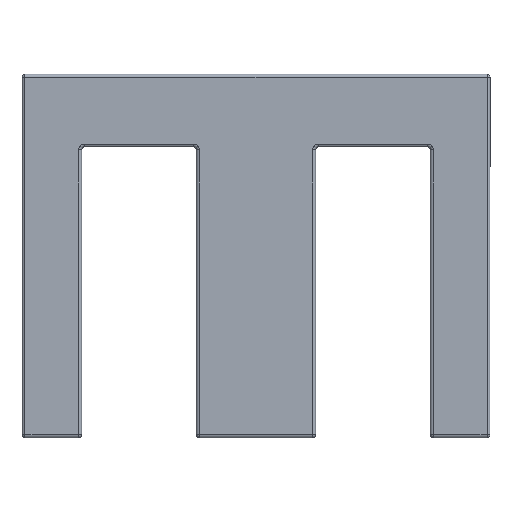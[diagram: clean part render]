
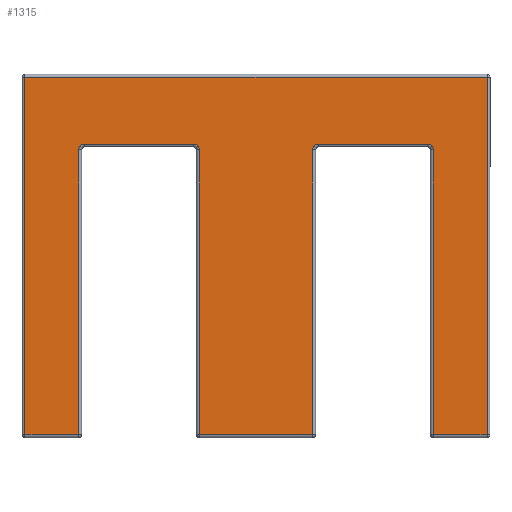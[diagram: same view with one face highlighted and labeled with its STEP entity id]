
A CAD part, front view. The second image highlights one B-rep face of the part: STEP entity #1315.
In plain terms, the highlighted planar face has unit normal (0, -1, 0).
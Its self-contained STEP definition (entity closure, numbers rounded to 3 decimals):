
#15 = EDGE_CURVE ( 'NONE', #634, #1812, #436, .T. ) ;
#17 = CARTESIAN_POINT ( 'NONE',  ( 6.1, 0., -2.6 ) ) ;
#27 = VERTEX_POINT ( 'NONE', #944 ) ;
#30 = VECTOR ( 'NONE', #51, 1000. ) ;
#51 = DIRECTION ( 'NONE',  ( 0., 0., -1. ) ) ;
#60 = AXIS2_PLACEMENT_3D ( 'NONE', #584, #1633, #1324 ) ;
#74 = VECTOR ( 'NONE', #844, 1000. ) ;
#80 = LINE ( 'NONE', #809, #1631 ) ;
#84 = VECTOR ( 'NONE', #1562, 1000. ) ;
#118 = CARTESIAN_POINT ( 'NONE',  ( -2.15, 0., -2.6 ) ) ;
#158 = CARTESIAN_POINT ( 'NONE',  ( 1.95, 0., -12.4 ) ) ;
#166 = CARTESIAN_POINT ( 'NONE',  ( -5.9, 0., -2.6 ) ) ;
#200 = CARTESIAN_POINT ( 'NONE',  ( 7.95, 0., -12.4 ) ) ;
#237 = ORIENTED_EDGE ( 'NONE', *, *, #1416, .T. ) ;
#239 = EDGE_CURVE ( 'NONE', #309, #1595, #965, .T. ) ;
#265 = DIRECTION ( 'NONE',  ( 0., 0., 1. ) ) ;
#269 = DIRECTION ( 'NONE',  ( 0., 0., 1. ) ) ;
#281 = EDGE_CURVE ( 'NONE', #1257, #995, #710, .T. ) ;
#291 = ORIENTED_EDGE ( 'NONE', *, *, #1169, .T. ) ;
#309 = VERTEX_POINT ( 'NONE', #440 ) ;
#313 = LINE ( 'NONE', #1539, #1458 ) ;
#341 = EDGE_CURVE ( 'NONE', #747, #486, #942, .T. ) ;
#343 = DIRECTION ( 'NONE',  ( 1., 0., 0. ) ) ;
#360 = ORIENTED_EDGE ( 'NONE', *, *, #530, .T. ) ;
#368 = VERTEX_POINT ( 'NONE', #555 ) ;
#374 = AXIS2_PLACEMENT_3D ( 'NONE', #118, #1752, #265 ) ;
#376 = AXIS2_PLACEMENT_3D ( 'NONE', #166, #1521, #1829 ) ;
#380 = DIRECTION ( 'NONE',  ( 0., 0., -1. ) ) ;
#405 = EDGE_LOOP ( 'NONE', ( #453, #1470, #1149, #1000, #609, #360, #291, #237, #1671, #1831, #971, #1944, #1193, #765, #1934, #1540 ) ) ;
#411 = CARTESIAN_POINT ( 'NONE',  ( -7.95, 0., -0.1 ) ) ;
#424 = VECTOR ( 'NONE', #1897, 1000. ) ;
#436 = LINE ( 'NONE', #948, #84 ) ;
#440 = CARTESIAN_POINT ( 'NONE',  ( 6.1, 0., -12.4 ) ) ;
#449 = CARTESIAN_POINT ( 'NONE',  ( 7.95, 0., 0. ) ) ;
#453 = ORIENTED_EDGE ( 'NONE', *, *, #341, .F. ) ;
#458 = EDGE_CURVE ( 'NONE', #469, #368, #750, .T. ) ;
#469 = VERTEX_POINT ( 'NONE', #17 ) ;
#486 = VERTEX_POINT ( 'NONE', #608 ) ;
#493 = LINE ( 'NONE', #1877, #538 ) ;
#530 = EDGE_CURVE ( 'NONE', #1595, #1051, #1750, .T. ) ;
#538 = VECTOR ( 'NONE', #1440, 1000. ) ;
#555 = CARTESIAN_POINT ( 'NONE',  ( 5.9, 0., -2.4 ) ) ;
#571 = CARTESIAN_POINT ( 'NONE',  ( -2.15, 0., -2.4 ) ) ;
#580 = CARTESIAN_POINT ( 'NONE',  ( 1.95, 0., 0. ) ) ;
#583 = CARTESIAN_POINT ( 'NONE',  ( -6.1, 0., -2.5 ) ) ;
#584 = CARTESIAN_POINT ( 'NONE',  ( 0., 0., 0. ) ) ;
#608 = CARTESIAN_POINT ( 'NONE',  ( 1.95, 0., -2.6 ) ) ;
#609 = ORIENTED_EDGE ( 'NONE', *, *, #239, .T. ) ;
#634 = VERTEX_POINT ( 'NONE', #928 ) ;
#659 = CARTESIAN_POINT ( 'NONE',  ( -1.95, 0., -2.6 ) ) ;
#666 = EDGE_CURVE ( 'NONE', #27, #892, #313, .T. ) ;
#692 = VERTEX_POINT ( 'NONE', #947 ) ;
#705 = AXIS2_PLACEMENT_3D ( 'NONE', #1790, #1030, #843 ) ;
#710 = LINE ( 'NONE', #583, #989 ) ;
#714 = DIRECTION ( 'NONE',  ( 1., 0., 0. ) ) ;
#722 = CARTESIAN_POINT ( 'NONE',  ( 0., 0., -2.4 ) ) ;
#734 = DIRECTION ( 'NONE',  ( 0., 0., -1. ) ) ;
#742 = DIRECTION ( 'NONE',  ( 0., 0., 1. ) ) ;
#747 = VERTEX_POINT ( 'NONE', #1252 ) ;
#750 = CIRCLE ( 'NONE', #1107, 0.2 ) ;
#765 = ORIENTED_EDGE ( 'NONE', *, *, #1074, .T. ) ;
#809 = CARTESIAN_POINT ( 'NONE',  ( -1.95, 0., -12.5 ) ) ;
#826 = VECTOR ( 'NONE', #734, 1000. ) ;
#828 = EDGE_CURVE ( 'NONE', #921, #892, #1885, .T. ) ;
#843 = DIRECTION ( 'NONE',  ( 0., 0., 1. ) ) ;
#844 = DIRECTION ( 'NONE',  ( 1., 0., 0. ) ) ;
#884 = EDGE_CURVE ( 'NONE', #1812, #486, #1696, .T. ) ;
#889 = VECTOR ( 'NONE', #1921, 1000. ) ;
#892 = VERTEX_POINT ( 'NONE', #571 ) ;
#909 = CARTESIAN_POINT ( 'NONE',  ( -7.95, 0., -12.5 ) ) ;
#915 = VECTOR ( 'NONE', #714, 1000. ) ;
#921 = VERTEX_POINT ( 'NONE', #659 ) ;
#928 = CARTESIAN_POINT ( 'NONE',  ( -1.95, 0., -12.4 ) ) ;
#942 = CIRCLE ( 'NONE', #705, 0.2 ) ;
#944 = CARTESIAN_POINT ( 'NONE',  ( -5.9, 0., -2.4 ) ) ;
#947 = CARTESIAN_POINT ( 'NONE',  ( -7.95, 0., -12.4 ) ) ;
#948 = CARTESIAN_POINT ( 'NONE',  ( 2.05, 0., -12.4 ) ) ;
#965 = LINE ( 'NONE', #1768, #915 ) ;
#971 = ORIENTED_EDGE ( 'NONE', *, *, #1848, .F. ) ;
#977 = EDGE_CURVE ( 'NONE', #469, #309, #1126, .T. ) ;
#989 = VECTOR ( 'NONE', #269, 1000. ) ;
#995 = VERTEX_POINT ( 'NONE', #1871 ) ;
#1000 = ORIENTED_EDGE ( 'NONE', *, *, #977, .T. ) ;
#1029 = LINE ( 'NONE', #909, #826 ) ;
#1030 = DIRECTION ( 'NONE',  ( 0., -1., 0. ) ) ;
#1035 = DIRECTION ( 'NONE',  ( 0., -1., 0. ) ) ;
#1051 = VERTEX_POINT ( 'NONE', #1432 ) ;
#1074 = EDGE_CURVE ( 'NONE', #921, #634, #80, .T. ) ;
#1105 = VECTOR ( 'NONE', #742, 1000. ) ;
#1107 = AXIS2_PLACEMENT_3D ( 'NONE', #1490, #1035, #1342 ) ;
#1126 = LINE ( 'NONE', #1565, #30 ) ;
#1140 = EDGE_CURVE ( 'NONE', #692, #1257, #493, .T. ) ;
#1148 = CIRCLE ( 'NONE', #376, 0.2 ) ;
#1149 = ORIENTED_EDGE ( 'NONE', *, *, #458, .F. ) ;
#1169 = EDGE_CURVE ( 'NONE', #1051, #1263, #1307, .T. ) ;
#1193 = ORIENTED_EDGE ( 'NONE', *, *, #828, .F. ) ;
#1252 = CARTESIAN_POINT ( 'NONE',  ( 2.15, 0., -2.4 ) ) ;
#1257 = VERTEX_POINT ( 'NONE', #1791 ) ;
#1263 = VERTEX_POINT ( 'NONE', #411 ) ;
#1266 = EDGE_CURVE ( 'NONE', #747, #368, #1327, .T. ) ;
#1307 = LINE ( 'NONE', #1598, #424 ) ;
#1315 = ADVANCED_FACE ( 'NONE', ( #1522 ), #1472, .F. ) ;
#1324 = DIRECTION ( 'NONE',  ( 0., 0., 1. ) ) ;
#1327 = LINE ( 'NONE', #722, #74 ) ;
#1342 = DIRECTION ( 'NONE',  ( 0., 0., 1. ) ) ;
#1416 = EDGE_CURVE ( 'NONE', #1263, #692, #1029, .T. ) ;
#1432 = CARTESIAN_POINT ( 'NONE',  ( 7.95, 0., -0.1 ) ) ;
#1440 = DIRECTION ( 'NONE',  ( 1., 0., 0. ) ) ;
#1458 = VECTOR ( 'NONE', #343, 1000. ) ;
#1470 = ORIENTED_EDGE ( 'NONE', *, *, #1266, .T. ) ;
#1472 = PLANE ( 'NONE',  #60 ) ;
#1490 = CARTESIAN_POINT ( 'NONE',  ( 5.9, 0., -2.6 ) ) ;
#1521 = DIRECTION ( 'NONE',  ( 0., -1., 0. ) ) ;
#1522 = FACE_OUTER_BOUND ( 'NONE', #405, .T. ) ;
#1539 = CARTESIAN_POINT ( 'NONE',  ( -2.05, 0., -2.4 ) ) ;
#1540 = ORIENTED_EDGE ( 'NONE', *, *, #884, .T. ) ;
#1562 = DIRECTION ( 'NONE',  ( 1., 0., 0. ) ) ;
#1565 = CARTESIAN_POINT ( 'NONE',  ( 6.1, 0., 0. ) ) ;
#1595 = VERTEX_POINT ( 'NONE', #200 ) ;
#1598 = CARTESIAN_POINT ( 'NONE',  ( 0., 0., -0.1 ) ) ;
#1631 = VECTOR ( 'NONE', #380, 1000. ) ;
#1633 = DIRECTION ( 'NONE',  ( 0., 1., 0. ) ) ;
#1671 = ORIENTED_EDGE ( 'NONE', *, *, #1140, .T. ) ;
#1696 = LINE ( 'NONE', #580, #889 ) ;
#1750 = LINE ( 'NONE', #449, #1105 ) ;
#1752 = DIRECTION ( 'NONE',  ( 0., -1., 0. ) ) ;
#1768 = CARTESIAN_POINT ( 'NONE',  ( 0., 0., -12.4 ) ) ;
#1790 = CARTESIAN_POINT ( 'NONE',  ( 2.15, 0., -2.6 ) ) ;
#1791 = CARTESIAN_POINT ( 'NONE',  ( -6.1, 0., -12.4 ) ) ;
#1812 = VERTEX_POINT ( 'NONE', #158 ) ;
#1829 = DIRECTION ( 'NONE',  ( 0., 0., 1. ) ) ;
#1831 = ORIENTED_EDGE ( 'NONE', *, *, #281, .T. ) ;
#1848 = EDGE_CURVE ( 'NONE', #27, #995, #1148, .T. ) ;
#1871 = CARTESIAN_POINT ( 'NONE',  ( -6.1, 0., -2.6 ) ) ;
#1877 = CARTESIAN_POINT ( 'NONE',  ( -6., 0., -12.4 ) ) ;
#1885 = CIRCLE ( 'NONE', #374, 0.2 ) ;
#1897 = DIRECTION ( 'NONE',  ( -1., 0., 0. ) ) ;
#1921 = DIRECTION ( 'NONE',  ( 0., 0., 1. ) ) ;
#1934 = ORIENTED_EDGE ( 'NONE', *, *, #15, .T. ) ;
#1944 = ORIENTED_EDGE ( 'NONE', *, *, #666, .T. ) ;
